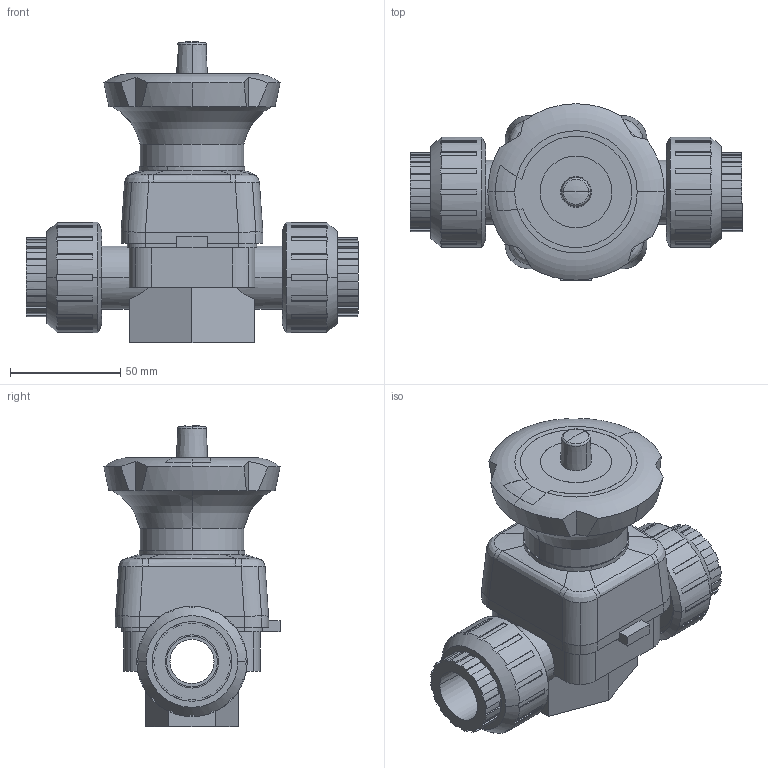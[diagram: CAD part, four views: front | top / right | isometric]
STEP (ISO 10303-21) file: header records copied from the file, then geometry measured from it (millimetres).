
FILE_DESCRIPTION(('STEP AP214'),'1');
FILE_NAME('dkufv034e.stp','2017-04-07T15:21:59',('TraceParts'),('TraceParts S.A.'),'Spatial InterOp 3D',' ',' ');
FILE_SCHEMA(('automotive_design'));
Length unit declared in the file: millimetre
Products named in the file (8): dkufv034e_1; dkufv034e_2; dkufv034e_3; dkufv034e_4; dkufv034e_5; dkufv034e_6; dkufv034e_7; dkufv034e_8
Bounding box: 150.6 x 80 x 136.55 mm (x, y, z)
Volume: 441161.2 mm3; surface area: 94620.4 mm2
Topology: 8 solids, 8 shells, 486 faces, 1331 edges, 871 vertices
Faces by surface type: plane 281, cylinder 155, bspline 26, cone 16, torus 8
Entity records: 21009 total; most frequent: CARTESIAN_POINT 4502, DIRECTION 2660, ORIENTED_EDGE 2658, EDGE_CURVE 1329, AXIS2_PLACEMENT_3D 989, VERTEX_POINT 871, LINE 682, VECTOR 682
